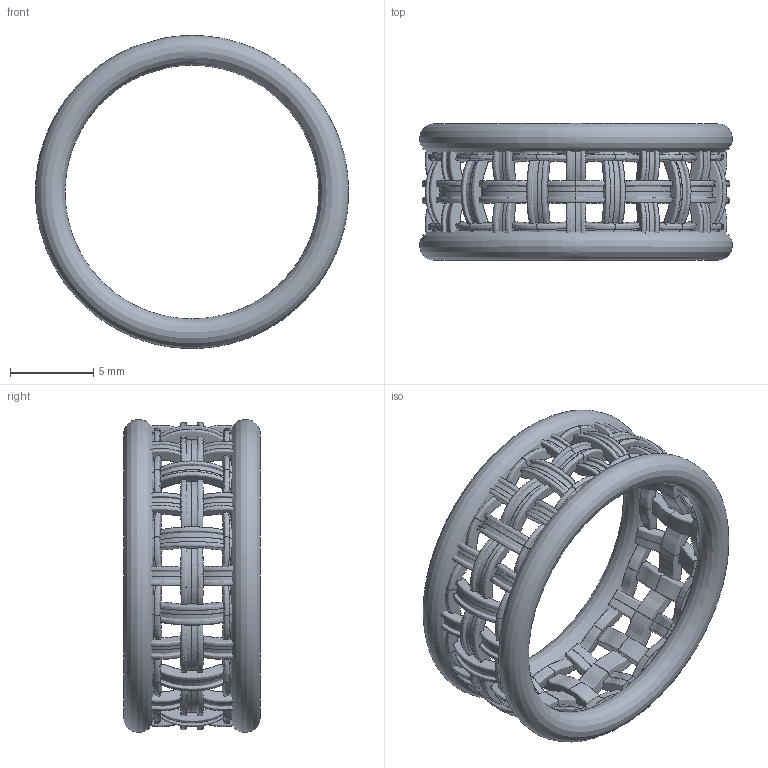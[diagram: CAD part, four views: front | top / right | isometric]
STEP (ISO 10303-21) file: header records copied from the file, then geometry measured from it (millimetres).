
FILE_DESCRIPTION(('FreeCAD Model'),'2;1');
FILE_NAME('Open CASCADE Shape Model','2025-05-04T10:48:25',('FreeCAD'),( 'FreeCAD'),'Open CASCADE STEP processor 7.6','FreeCAD','Unknown');
FILE_SCHEMA(('AUTOMOTIVE_DESIGN { 1 0 10303 214 1 1 1 1 }'));
Products named in the file (1): Open CASCADE STEP translator 7.6 1
Bounding box: 18.83 x 8.22 x 18.83 mm (x, y, z)
Surface area: 1512.1 mm2 (no closed solid volume)
Topology: 0 solids, 163 shells, 163 faces, 9404 edges, 9402 vertices
Faces by surface type: bspline 163
Entity records: 233507 total; most frequent: CARTESIAN_POINT 194880, ORIENTED_EDGE 9408, EDGE_CURVE 9404, VERTEX_POINT 9402, B_SPLINE_CURVE_WITH_KNOTS 9400, FACE_BOUND 174, EDGE_LOOP 174, SHELL_BASED_SURFACE_MODEL 163
